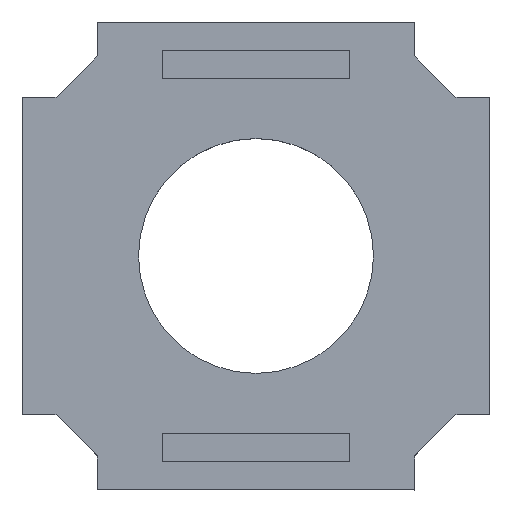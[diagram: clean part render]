
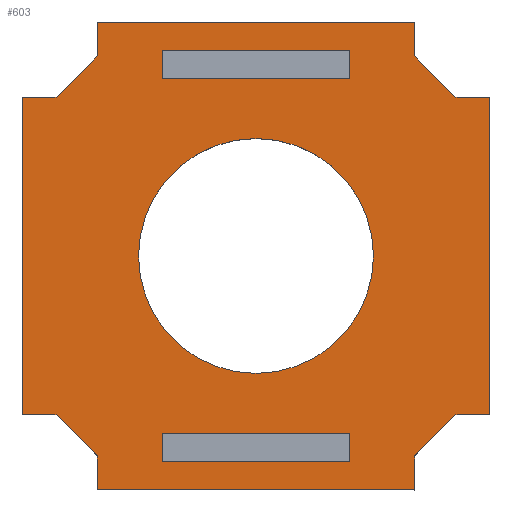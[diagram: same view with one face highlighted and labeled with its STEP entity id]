
A CAD part, top view. The second image highlights one B-rep face of the part: STEP entity #603.
In plain terms, the highlighted planar face has unit normal (0, 0, 1).
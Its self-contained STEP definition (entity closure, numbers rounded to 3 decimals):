
#16=FACE_BOUND('',#85,.T.);
#17=FACE_BOUND('',#86,.T.);
#18=FACE_BOUND('',#87,.T.);
#20=CIRCLE('',#650,12.5);
#52=FACE_OUTER_BOUND('',#84,.T.);
#84=EDGE_LOOP('',(#516,#517,#518,#519,#520,#521,#522,#523,#524,#525,#526,
#527,#528,#529,#530,#531,#532,#533));
#85=EDGE_LOOP('',(#534,#535,#536,#537));
#86=EDGE_LOOP('',(#538,#539,#540,#541));
#87=EDGE_LOOP('',(#542));
#88=LINE('',#808,#167);
#92=LINE('',#816,#171);
#95=LINE('',#822,#174);
#98=LINE('',#828,#177);
#101=LINE('',#835,#180);
#105=LINE('',#843,#184);
#108=LINE('',#849,#187);
#111=LINE('',#855,#190);
#114=LINE('',#862,#193);
#118=LINE('',#870,#197);
#121=LINE('',#876,#200);
#124=LINE('',#883,#203);
#128=LINE('',#892,#207);
#132=LINE('',#899,#211);
#134=LINE('',#904,#213);
#138=LINE('',#912,#217);
#141=LINE('',#918,#220);
#144=LINE('',#923,#223);
#146=LINE('',#929,#225);
#150=LINE('',#937,#229);
#153=LINE('',#943,#232);
#156=LINE('',#948,#235);
#160=LINE('',#959,#239);
#162=LINE('',#962,#241);
#164=LINE('',#965,#243);
#166=LINE('',#968,#245);
#167=VECTOR('',#661,10.);
#171=VECTOR('',#667,10.);
#174=VECTOR('',#672,10.);
#177=VECTOR('',#677,10.);
#180=VECTOR('',#682,10.);
#184=VECTOR('',#688,10.);
#187=VECTOR('',#693,10.);
#190=VECTOR('',#698,10.);
#193=VECTOR('',#703,10.);
#197=VECTOR('',#709,10.);
#200=VECTOR('',#714,10.);
#203=VECTOR('',#719,10.);
#207=VECTOR('',#725,10.);
#211=VECTOR('',#731,10.);
#213=VECTOR('',#735,10.);
#217=VECTOR('',#741,10.);
#220=VECTOR('',#746,10.);
#223=VECTOR('',#751,10.);
#225=VECTOR('',#757,10.);
#229=VECTOR('',#763,10.);
#232=VECTOR('',#768,10.);
#235=VECTOR('',#773,10.);
#239=VECTOR('',#787,10.);
#241=VECTOR('',#791,10.);
#243=VECTOR('',#795,10.);
#245=VECTOR('',#799,10.);
#246=VERTEX_POINT('',#806);
#247=VERTEX_POINT('',#807);
#250=VERTEX_POINT('',#815);
#252=VERTEX_POINT('',#821);
#254=VERTEX_POINT('',#827);
#256=VERTEX_POINT('',#833);
#257=VERTEX_POINT('',#834);
#260=VERTEX_POINT('',#842);
#262=VERTEX_POINT('',#848);
#264=VERTEX_POINT('',#854);
#266=VERTEX_POINT('',#860);
#267=VERTEX_POINT('',#861);
#270=VERTEX_POINT('',#869);
#272=VERTEX_POINT('',#875);
#274=VERTEX_POINT('',#881);
#275=VERTEX_POINT('',#882);
#278=VERTEX_POINT('',#890);
#279=VERTEX_POINT('',#891);
#282=VERTEX_POINT('',#902);
#283=VERTEX_POINT('',#903);
#286=VERTEX_POINT('',#911);
#288=VERTEX_POINT('',#917);
#290=VERTEX_POINT('',#927);
#291=VERTEX_POINT('',#928);
#294=VERTEX_POINT('',#936);
#296=VERTEX_POINT('',#942);
#299=VERTEX_POINT('',#954);
#300=EDGE_CURVE('',#246,#247,#88,.T.);
#304=EDGE_CURVE('',#247,#250,#92,.T.);
#307=EDGE_CURVE('',#250,#252,#95,.T.);
#310=EDGE_CURVE('',#252,#254,#98,.T.);
#313=EDGE_CURVE('',#256,#257,#101,.T.);
#317=EDGE_CURVE('',#260,#256,#105,.T.);
#320=EDGE_CURVE('',#262,#260,#108,.T.);
#323=EDGE_CURVE('',#264,#262,#111,.T.);
#326=EDGE_CURVE('',#266,#267,#114,.T.);
#330=EDGE_CURVE('',#267,#270,#118,.T.);
#333=EDGE_CURVE('',#270,#272,#121,.T.);
#336=EDGE_CURVE('',#274,#275,#124,.T.);
#340=EDGE_CURVE('',#278,#279,#128,.T.);
#344=EDGE_CURVE('',#275,#278,#132,.T.);
#346=EDGE_CURVE('',#282,#283,#134,.T.);
#350=EDGE_CURVE('',#283,#286,#138,.T.);
#353=EDGE_CURVE('',#286,#288,#141,.T.);
#356=EDGE_CURVE('',#288,#282,#144,.T.);
#358=EDGE_CURVE('',#290,#291,#146,.T.);
#362=EDGE_CURVE('',#291,#294,#150,.T.);
#365=EDGE_CURVE('',#294,#296,#153,.T.);
#368=EDGE_CURVE('',#296,#290,#156,.T.);
#372=EDGE_CURVE('',#299,#299,#20,.T.);
#374=EDGE_CURVE('',#246,#272,#160,.T.);
#376=EDGE_CURVE('',#254,#264,#162,.T.);
#378=EDGE_CURVE('',#257,#274,#164,.T.);
#380=EDGE_CURVE('',#279,#266,#166,.T.);
#516=ORIENTED_EDGE('',*,*,#380,.F.);
#517=ORIENTED_EDGE('',*,*,#340,.F.);
#518=ORIENTED_EDGE('',*,*,#344,.F.);
#519=ORIENTED_EDGE('',*,*,#336,.F.);
#520=ORIENTED_EDGE('',*,*,#378,.F.);
#521=ORIENTED_EDGE('',*,*,#313,.F.);
#522=ORIENTED_EDGE('',*,*,#317,.F.);
#523=ORIENTED_EDGE('',*,*,#320,.F.);
#524=ORIENTED_EDGE('',*,*,#323,.F.);
#525=ORIENTED_EDGE('',*,*,#376,.F.);
#526=ORIENTED_EDGE('',*,*,#310,.F.);
#527=ORIENTED_EDGE('',*,*,#307,.F.);
#528=ORIENTED_EDGE('',*,*,#304,.F.);
#529=ORIENTED_EDGE('',*,*,#300,.F.);
#530=ORIENTED_EDGE('',*,*,#374,.T.);
#531=ORIENTED_EDGE('',*,*,#333,.F.);
#532=ORIENTED_EDGE('',*,*,#330,.F.);
#533=ORIENTED_EDGE('',*,*,#326,.F.);
#534=ORIENTED_EDGE('',*,*,#346,.T.);
#535=ORIENTED_EDGE('',*,*,#350,.T.);
#536=ORIENTED_EDGE('',*,*,#353,.T.);
#537=ORIENTED_EDGE('',*,*,#356,.T.);
#538=ORIENTED_EDGE('',*,*,#358,.T.);
#539=ORIENTED_EDGE('',*,*,#362,.T.);
#540=ORIENTED_EDGE('',*,*,#365,.T.);
#541=ORIENTED_EDGE('',*,*,#368,.T.);
#542=ORIENTED_EDGE('',*,*,#372,.T.);
#572=PLANE('',#656);
#603=ADVANCED_FACE('',(#52,#16,#17,#18),#572,.T.);
#650=AXIS2_PLACEMENT_3D('',#956,#782,#783);
#656=AXIS2_PLACEMENT_3D('',#970,#802,#803);
#661=DIRECTION('',(0.,-1.,0.));
#667=DIRECTION('',(-1.,0.,0.));
#672=DIRECTION('',(-0.707,-0.707,0.));
#677=DIRECTION('',(0.,-1.,0.));
#682=DIRECTION('',(0.,1.,0.));
#688=DIRECTION('',(-1.,0.,0.));
#693=DIRECTION('',(-0.707,0.707,0.));
#698=DIRECTION('',(0.,1.,0.));
#703=DIRECTION('',(0.,-1.,0.));
#709=DIRECTION('',(0.707,-0.707,0.));
#714=DIRECTION('',(1.,0.,0.));
#719=DIRECTION('',(1.,0.,0.));
#725=DIRECTION('',(0.,1.,0.));
#731=DIRECTION('',(0.707,0.707,0.));
#735=DIRECTION('',(0.,-1.,0.));
#741=DIRECTION('',(-1.,0.,0.));
#746=DIRECTION('',(0.,1.,0.));
#751=DIRECTION('',(1.,0.,0.));
#757=DIRECTION('',(0.,-1.,0.));
#763=DIRECTION('',(-1.,0.,0.));
#768=DIRECTION('',(0.,1.,0.));
#773=DIRECTION('',(1.,0.,0.));
#782=DIRECTION('center_axis',(0.,0.,-1.));
#783=DIRECTION('ref_axis',(-1.,0.,0.));
#787=DIRECTION('',(0.,1.,0.));
#791=DIRECTION('',(-1.,0.,0.));
#795=DIRECTION('',(0.,1.,0.));
#799=DIRECTION('',(1.,0.,0.));
#802=DIRECTION('center_axis',(0.,0.,1.));
#803=DIRECTION('ref_axis',(1.,0.,0.));
#806=CARTESIAN_POINT('',(24.9,-16.801,5.));
#807=CARTESIAN_POINT('',(24.9,-16.901,5.));
#808=CARTESIAN_POINT('',(24.9,-8.45,5.));
#815=CARTESIAN_POINT('',(21.283,-16.901,5.));
#816=CARTESIAN_POINT('',(10.641,-16.901,5.));
#821=CARTESIAN_POINT('',(16.901,-21.283,5.));
#822=CARTESIAN_POINT('',(17.996,-20.187,5.));
#827=CARTESIAN_POINT('',(16.901,-24.9,5.));
#828=CARTESIAN_POINT('',(16.901,-12.45,5.));
#833=CARTESIAN_POINT('',(-24.9,-16.901,5.));
#834=CARTESIAN_POINT('',(-24.9,-16.801,5.));
#835=CARTESIAN_POINT('',(-24.9,-8.4,5.));
#842=CARTESIAN_POINT('',(-21.283,-16.901,5.));
#843=CARTESIAN_POINT('',(-12.45,-16.901,5.));
#848=CARTESIAN_POINT('',(-16.901,-21.283,5.));
#849=CARTESIAN_POINT('',(-20.187,-17.996,5.));
#854=CARTESIAN_POINT('',(-16.901,-24.9,5.));
#855=CARTESIAN_POINT('',(-16.901,-10.641,5.));
#860=CARTESIAN_POINT('',(16.901,24.9,5.));
#861=CARTESIAN_POINT('',(16.901,21.283,5.));
#862=CARTESIAN_POINT('',(16.901,10.641,5.));
#869=CARTESIAN_POINT('',(21.283,16.901,5.));
#870=CARTESIAN_POINT('',(20.187,17.996,5.));
#875=CARTESIAN_POINT('',(24.9,16.901,5.));
#876=CARTESIAN_POINT('',(12.45,16.901,5.));
#881=CARTESIAN_POINT('',(-24.9,16.901,5.));
#882=CARTESIAN_POINT('',(-21.283,16.901,5.));
#883=CARTESIAN_POINT('',(-10.641,16.901,5.));
#890=CARTESIAN_POINT('',(-16.901,21.283,5.));
#891=CARTESIAN_POINT('',(-16.901,24.9,5.));
#892=CARTESIAN_POINT('',(-16.901,12.45,5.));
#899=CARTESIAN_POINT('',(-17.996,20.187,5.));
#902=CARTESIAN_POINT('',(10.,21.9,5.));
#903=CARTESIAN_POINT('',(10.,18.9,5.));
#904=CARTESIAN_POINT('',(10.,9.45,5.));
#911=CARTESIAN_POINT('',(-10.,18.9,5.));
#912=CARTESIAN_POINT('',(-5.,18.9,5.));
#917=CARTESIAN_POINT('',(-10.,21.9,5.));
#918=CARTESIAN_POINT('',(-10.,10.95,5.));
#923=CARTESIAN_POINT('',(5.,21.9,5.));
#927=CARTESIAN_POINT('',(10.,-18.9,5.));
#928=CARTESIAN_POINT('',(10.,-21.9,5.));
#929=CARTESIAN_POINT('',(10.,-10.95,5.));
#936=CARTESIAN_POINT('',(-10.,-21.9,5.));
#937=CARTESIAN_POINT('',(-5.,-21.9,5.));
#942=CARTESIAN_POINT('',(-10.,-18.9,5.));
#943=CARTESIAN_POINT('',(-10.,-9.45,5.));
#948=CARTESIAN_POINT('',(5.,-18.9,5.));
#954=CARTESIAN_POINT('',(12.5,0.,5.));
#956=CARTESIAN_POINT('Origin',(0.,0.,5.));
#959=CARTESIAN_POINT('',(24.9,0.,5.));
#962=CARTESIAN_POINT('',(-8.45,-24.9,5.));
#965=CARTESIAN_POINT('',(-24.9,8.45,5.));
#968=CARTESIAN_POINT('',(8.45,24.9,5.));
#970=CARTESIAN_POINT('Origin',(0.,0.,5.));
